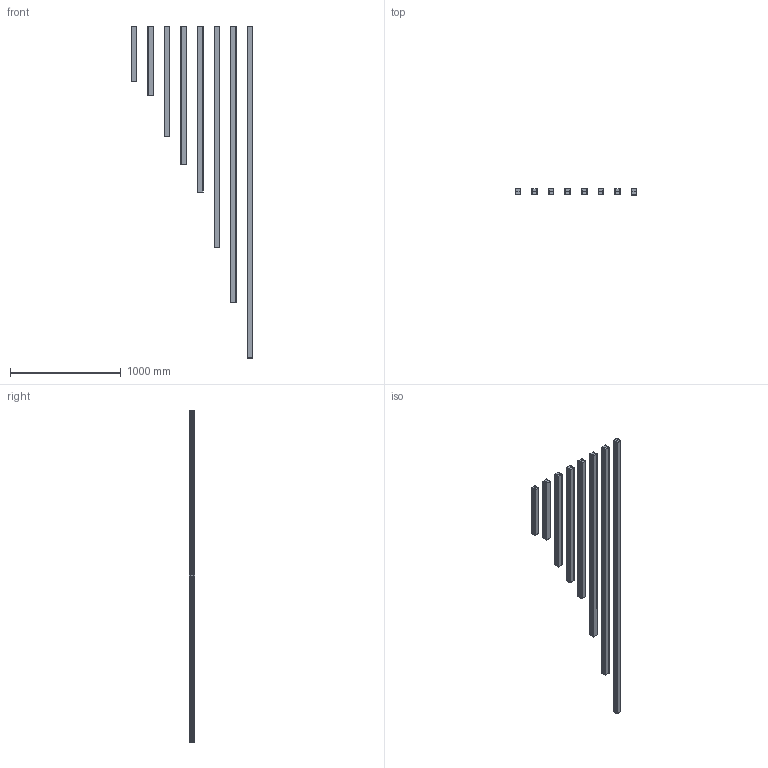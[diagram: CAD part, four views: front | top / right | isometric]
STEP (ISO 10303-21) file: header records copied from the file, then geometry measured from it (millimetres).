
FILE_DESCRIPTION (( 'STEP AP214' ), '1' );
FILE_NAME ('S50 Up_Down FULL MOD.STEP', '2020-08-05T11:02:35', ( '' ), ( '' ), 'SwSTEP 2.0', 'SolidWorks 2018', '' );
FILE_SCHEMA (( 'AUTOMOTIVE_DESIGN' ));
Length unit declared in the file: millimetre
Products named in the file (28): COVER-45_1000; S50 Up_Down_1500; S50 Up_Down_2000; COVER-45_500; S50 Up_Down ASSEMBLY_2000; S50 Up_Down_625; COVER-45_2000; S50 Up_Down ASSEMBLY_2500; S50 Up_Down_1250; S50 Up_Down ASSEMBLY_3000; COVER-45_625; S50 Up_Down_500; S50 Up_Down COVER; S50 Up_Down ASSEMBLY_1000; S50 Up_Down_3000; Çåðêàëüíî îòðàçèòüS50 Up_Down COVER; S50 Up_Down ASSEMBLY_625; S50 Up_Down FULL MOD; COVER-45_2500; COVER-45_1250; S50 Up_Down_2500; S50 Up_Down ASSEMBLY_1250; S50 Up_Down ASSEMBLY_500; hexa csunk flathd screw_iso_ISO 14581 M2x4x4-N; COVER-45_3000; COVER-45_1500; S50 Up_Down ASSEMBLY_1500; S50 Up_Down_1000
Assembly tree (104 placements, depth 3):
  S50 Up_Down FULL MOD
    S50 Up_Down ASSEMBLY_500
      COVER-45_500
      S50 Up_Down_500
      hexa csunk flathd screw_iso_ISO 14581 M2x4x4-N  x8
      S50 Up_Down COVER
      Çåðêàëüíî îòðàçèòüS50 Up_Down COVER
    S50 Up_Down ASSEMBLY_625
      COVER-45_625
      S50 Up_Down_625
      hexa csunk flathd screw_iso_ISO 14581 M2x4x4-N  x8
      S50 Up_Down COVER
      Çåðêàëüíî îòðàçèòüS50 Up_Down COVER
    S50 Up_Down ASSEMBLY_1000
      COVER-45_1000
      S50 Up_Down_1000
      hexa csunk flathd screw_iso_ISO 14581 M2x4x4-N  x8
      S50 Up_Down COVER
      Çåðêàëüíî îòðàçèòüS50 Up_Down COVER
    S50 Up_Down ASSEMBLY_1250
      COVER-45_1250
      S50 Up_Down_1250
      hexa csunk flathd screw_iso_ISO 14581 M2x4x4-N  x8
      S50 Up_Down COVER
      Çåðêàëüíî îòðàçèòüS50 Up_Down COVER
    S50 Up_Down ASSEMBLY_1500
      COVER-45_1500
      S50 Up_Down_1500
      hexa csunk flathd screw_iso_ISO 14581 M2x4x4-N  x8
      S50 Up_Down COVER
      Çåðêàëüíî îòðàçèòüS50 Up_Down COVER
    S50 Up_Down ASSEMBLY_2000
      COVER-45_2000
      S50 Up_Down_2000
      hexa csunk flathd screw_iso_ISO 14581 M2x4x4-N  x8
      S50 Up_Down COVER
      Çåðêàëüíî îòðàçèòüS50 Up_Down COVER
    S50 Up_Down ASSEMBLY_2500
      COVER-45_2500
      S50 Up_Down_2500
      hexa csunk flathd screw_iso_ISO 14581 M2x4x4-N  x8
      S50 Up_Down COVER
      Çåðêàëüíî îòðàçèòüS50 Up_Down COVER
    S50 Up_Down ASSEMBLY_3000
      COVER-45_3000
      S50 Up_Down_3000
      hexa csunk flathd screw_iso_ISO 14581 M2x4x4-N  x8
      S50 Up_Down COVER
      Çåðêàëüíî îòðàçèòüS50 Up_Down COVER
Bounding box: 1100 x 50 x 3003 mm (x, y, z)
Volume: 5743933.1 mm3; surface area: 6389151.5 mm2
Topology: 96 solids, 96 shells, 3120 faces, 8528 edges, 5600 vertices
Faces by surface type: cylinder 1472, plane 1392, cone 256
Full cylindrical faces by diameter (mm): 2 x64, 2.2 x64, 3.8 x64
Entity records: 56802 total; most frequent: CARTESIAN_POINT 10012, ORIENTED_EDGE 9730, DIRECTION 9378, EDGE_CURVE 4865, VECTOR 3900, LINE 3900, VERTEX_POINT 3253, AXIS2_PLACEMENT_3D 2739
